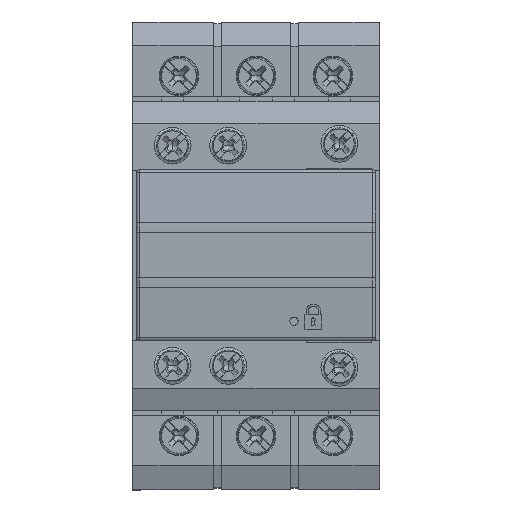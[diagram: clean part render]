
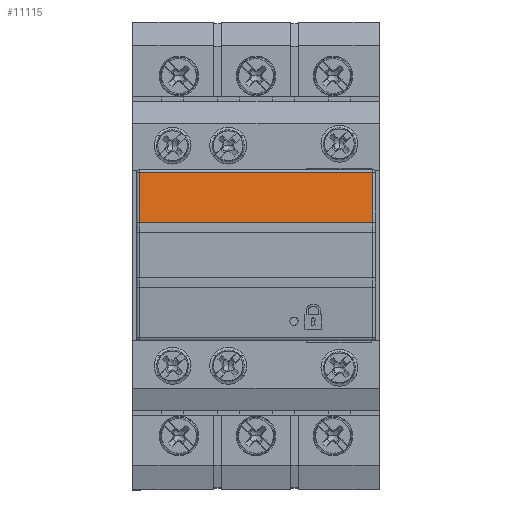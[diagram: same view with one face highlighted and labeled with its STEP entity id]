
A CAD part, top view. The second image highlights one B-rep face of the part: STEP entity #11115.
In plain terms, the highlighted planar face has unit normal (0, 0.085, 0.996).
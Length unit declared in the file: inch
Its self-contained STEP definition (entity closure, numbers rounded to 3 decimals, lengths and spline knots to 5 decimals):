
#632 = AXIS2_PLACEMENT_3D ( 'NONE', #17133, #4689, #23385 ) ;
#1577 = DIRECTION ( 'NONE',  ( -1., 0., 0. ) ) ;
#4689 = DIRECTION ( 'NONE',  ( 0., -0.085, -0.996 ) ) ;
#7353 = ORIENTED_EDGE ( 'NONE', *, *, #49364, .F. ) ;
#9408 = ORIENTED_EDGE ( 'NONE', *, *, #23719, .F. ) ;
#9632 = CARTESIAN_POINT ( 'NONE',  ( 0.83661, 0.23435, 3.75697 ) ) ;
#11115 = ADVANCED_FACE ( 'NONE', ( #17957 ), #60372, .F. ) ;
#15062 = DIRECTION ( 'NONE',  ( 0., 0.996, -0.085 ) ) ;
#17133 = CARTESIAN_POINT ( 'NONE',  ( 0.8563, 0.20079, 3.75984 ) ) ;
#17957 = FACE_OUTER_BOUND ( 'NONE', #32859, .T. ) ;
#22639 = VERTEX_POINT ( 'NONE', #71714 ) ;
#23385 = DIRECTION ( 'NONE',  ( 0., 0.996, -0.085 ) ) ;
#23719 = EDGE_CURVE ( 'NONE', #59578, #54361, #27312, .T. ) ;
#25746 = EDGE_CURVE ( 'NONE', #54361, #33625, #52438, .T. ) ;
#27312 = LINE ( 'NONE', #39351, #75358 ) ;
#28182 = CARTESIAN_POINT ( 'NONE',  ( 0.83661, 0.01375, 3.77587 ) ) ;
#29724 = VECTOR ( 'NONE', #15062, 39.37008 ) ;
#31567 = LINE ( 'NONE', #43603, #44526 ) ;
#32859 = EDGE_LOOP ( 'NONE', ( #35396, #9408, #7353, #49560 ) ) ;
#33625 = VERTEX_POINT ( 'NONE', #67221 ) ;
#35389 = CARTESIAN_POINT ( 'NONE',  ( -0.83661, 0.20079, 3.75984 ) ) ;
#35396 = ORIENTED_EDGE ( 'NONE', *, *, #25746, .F. ) ;
#38626 = DIRECTION ( 'NONE',  ( 1., 0., 0. ) ) ;
#39351 = CARTESIAN_POINT ( 'NONE',  ( 0.8563, 0.23435, 3.75697 ) ) ;
#39732 = VECTOR ( 'NONE', #78842, 39.37008 ) ;
#41914 = EDGE_CURVE ( 'NONE', #33625, #22639, #31567, .T. ) ;
#43603 = CARTESIAN_POINT ( 'NONE',  ( 0.8563, 0.59617, 3.72595 ) ) ;
#44526 = VECTOR ( 'NONE', #38626, 39.37008 ) ;
#49364 = EDGE_CURVE ( 'NONE', #22639, #59578, #53915, .T. ) ;
#49560 = ORIENTED_EDGE ( 'NONE', *, *, #41914, .F. ) ;
#52438 = LINE ( 'NONE', #35389, #29724 ) ;
#53915 = LINE ( 'NONE', #28182, #39732 ) ;
#54361 = VERTEX_POINT ( 'NONE', #59705 ) ;
#59578 = VERTEX_POINT ( 'NONE', #9632 ) ;
#59705 = CARTESIAN_POINT ( 'NONE',  ( -0.83661, 0.23435, 3.75697 ) ) ;
#60372 = PLANE ( 'NONE',  #632 ) ;
#67221 = CARTESIAN_POINT ( 'NONE',  ( -0.83661, 0.59617, 3.72595 ) ) ;
#71714 = CARTESIAN_POINT ( 'NONE',  ( 0.83661, 0.59617, 3.72595 ) ) ;
#75358 = VECTOR ( 'NONE', #1577, 39.37008 ) ;
#78842 = DIRECTION ( 'NONE',  ( 0., -0.996, 0.085 ) ) ;
